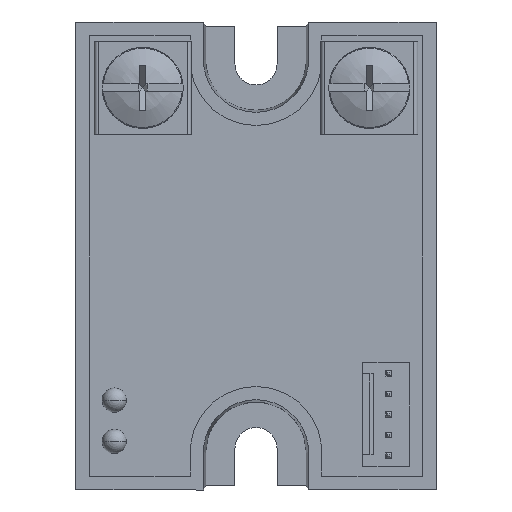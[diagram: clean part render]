
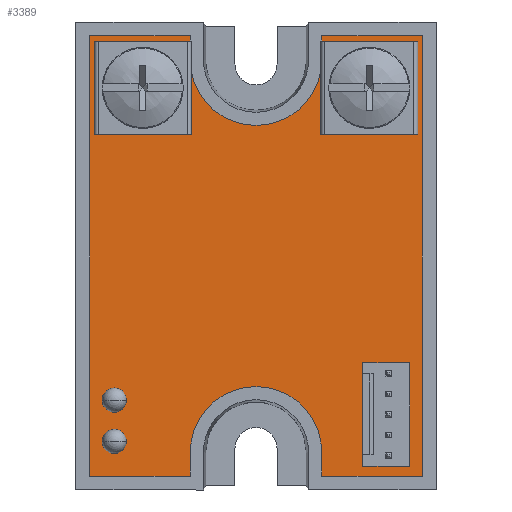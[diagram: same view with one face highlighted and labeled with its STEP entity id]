
A CAD part, top view. The second image highlights one B-rep face of the part: STEP entity #3389.
In plain terms, the highlighted planar face has unit normal (0, 0, 1).
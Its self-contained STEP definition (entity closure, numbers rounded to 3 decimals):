
#83=CARTESIAN_POINT('',(-16.,-17.8,20.05));
#84=VERTEX_POINT('',#83);
#92=CARTESIAN_POINT('',(-19.,-17.8,20.05));
#93=VERTEX_POINT('',#92);
#101=CARTESIAN_POINT('',(-17.5,-17.8,20.05));
#102=DIRECTION('',(0.0,0.0,-1.0));
#103=DIRECTION('',(0.0,1.0,0.0));
#104=AXIS2_PLACEMENT_3D('',#101,#102,#103);
#105=CIRCLE('',#104,1.5);
#106=EDGE_CURVE('',#84,#93,#105,.T.);
#118=CARTESIAN_POINT('',(-16.,-22.9,20.05));
#119=VERTEX_POINT('',#118);
#127=CARTESIAN_POINT('',(-19.,-22.9,20.05));
#128=VERTEX_POINT('',#127);
#136=CARTESIAN_POINT('',(-17.5,-22.9,20.05));
#137=DIRECTION('',(0.0,0.0,-1.0));
#138=DIRECTION('',(0.0,1.0,0.0));
#139=AXIS2_PLACEMENT_3D('',#136,#137,#138);
#140=CIRCLE('',#139,1.5);
#141=EDGE_CURVE('',#119,#128,#140,.T.);
#522=CARTESIAN_POINT('',(-17.5,-21.4,20.05));
#523=VERTEX_POINT('',#522);
#524=CARTESIAN_POINT('',(-17.5,-22.9,20.05));
#525=DIRECTION('',(0.0,0.0,-1.0));
#526=DIRECTION('',(0.0,1.0,0.0));
#527=AXIS2_PLACEMENT_3D('',#524,#525,#526);
#528=CIRCLE('',#527,1.5);
#529=EDGE_CURVE('',#523,#119,#528,.T.);
#531=CARTESIAN_POINT('',(-17.5,-22.9,20.05));
#532=DIRECTION('',(0.0,0.0,-1.0));
#533=DIRECTION('',(0.0,1.0,0.0));
#534=AXIS2_PLACEMENT_3D('',#531,#532,#533);
#535=CIRCLE('',#534,1.5);
#536=EDGE_CURVE('',#128,#523,#535,.T.);
#548=CARTESIAN_POINT('',(-17.5,-16.3,20.05));
#549=VERTEX_POINT('',#548);
#550=CARTESIAN_POINT('',(-17.5,-17.8,20.05));
#551=DIRECTION('',(0.0,0.0,-1.0));
#552=DIRECTION('',(0.0,1.0,0.0));
#553=AXIS2_PLACEMENT_3D('',#550,#551,#552);
#554=CIRCLE('',#553,1.5);
#555=EDGE_CURVE('',#549,#84,#554,.T.);
#557=CARTESIAN_POINT('',(-17.5,-17.8,20.05));
#558=DIRECTION('',(0.0,0.0,-1.0));
#559=DIRECTION('',(0.0,1.0,0.0));
#560=AXIS2_PLACEMENT_3D('',#557,#558,#559);
#561=CIRCLE('',#560,1.5);
#562=EDGE_CURVE('',#93,#549,#561,.T.);
#583=CARTESIAN_POINT('',(-8.121,-24.25,20.05));
#584=VERTEX_POINT('',#583);
#591=CARTESIAN_POINT('',(-8.121,-27.191,20.05));
#592=VERTEX_POINT('',#591);
#593=CARTESIAN_POINT('',(-8.121,-24.25,20.05));
#594=DIRECTION('',(0.0,-1.0,0.0));
#595=VECTOR('',#594,2.941);
#596=LINE('',#593,#595);
#597=EDGE_CURVE('',#584,#592,#596,.T.);
#622=CARTESIAN_POINT('',(-20.556,-27.191,20.05));
#623=VERTEX_POINT('',#622);
#624=CARTESIAN_POINT('',(-8.121,-27.191,20.05));
#625=DIRECTION('',(-1.0,0.0,0.0));
#626=VECTOR('',#625,12.435);
#627=LINE('',#624,#626);
#628=EDGE_CURVE('',#623,#592,#627,.F.);
#972=CARTESIAN_POINT('',(8.121,-24.25,20.05));
#973=VERTEX_POINT('',#972);
#980=CARTESIAN_POINT('',(0.,-24.25,20.05));
#981=DIRECTION('',(0.0,0.0,1.0));
#982=DIRECTION('',(0.0,1.0,0.0));
#983=AXIS2_PLACEMENT_3D('',#980,#981,#982);
#984=CIRCLE('',#983,8.121);
#985=EDGE_CURVE('',#973,#584,#984,.T.);
#1031=CARTESIAN_POINT('',(20.556,-27.191,20.05));
#1032=VERTEX_POINT('',#1031);
#1039=CARTESIAN_POINT('',(8.121,-27.191,20.05));
#1040=VERTEX_POINT('',#1039);
#1041=CARTESIAN_POINT('',(20.556,-27.191,20.05));
#1042=DIRECTION('',(-1.0,0.0,0.0));
#1043=VECTOR('',#1042,12.435);
#1044=LINE('',#1041,#1043);
#1045=EDGE_CURVE('',#1032,#1040,#1044,.T.);
#1068=CARTESIAN_POINT('',(8.121,-27.191,20.05));
#1069=DIRECTION('',(0.0,1.0,0.0));
#1070=VECTOR('',#1069,2.941);
#1071=LINE('',#1068,#1070);
#1072=EDGE_CURVE('',#1040,#973,#1071,.T.);
#1987=CARTESIAN_POINT('',(18.978,-13.21,20.05));
#1988=VERTEX_POINT('',#1987);
#1989=CARTESIAN_POINT('',(18.978,-25.95,20.05));
#1990=VERTEX_POINT('',#1989);
#1991=CARTESIAN_POINT('',(18.978,-13.21,20.05));
#1992=DIRECTION('',(0.0,-1.0,0.0));
#1993=VECTOR('',#1992,12.74);
#1994=LINE('',#1991,#1993);
#1995=EDGE_CURVE('',#1988,#1990,#1994,.T.);
#2027=CARTESIAN_POINT('',(13.178,-13.21,20.05));
#2028=VERTEX_POINT('',#2027);
#2029=CARTESIAN_POINT('',(13.178,-13.21,20.05));
#2030=DIRECTION('',(1.0,0.0,0.0));
#2031=VECTOR('',#2030,5.8);
#2032=LINE('',#2029,#2031);
#2033=EDGE_CURVE('',#2028,#1988,#2032,.T.);
#2263=CARTESIAN_POINT('',(13.178,-25.95,20.05));
#2264=VERTEX_POINT('',#2263);
#2265=CARTESIAN_POINT('',(18.978,-25.95,20.05));
#2266=DIRECTION('',(-1.0,0.0,0.0));
#2267=VECTOR('',#2266,5.8);
#2268=LINE('',#2265,#2267);
#2269=EDGE_CURVE('',#1990,#2264,#2268,.T.);
#2532=CARTESIAN_POINT('',(13.178,-25.95,20.05));
#2533=DIRECTION('',(0.0,1.0,0.0));
#2534=VECTOR('',#2533,12.74);
#2535=LINE('',#2532,#2534);
#2536=EDGE_CURVE('',#2264,#2028,#2535,.T.);
#3294=CARTESIAN_POINT('',(-20.556,27.191,20.05));
#3295=VERTEX_POINT('',#3294);
#3296=CARTESIAN_POINT('',(-20.556,27.191,20.05));
#3297=DIRECTION('',(0.0,-1.0,0.0));
#3298=VECTOR('',#3297,54.383);
#3299=LINE('',#3296,#3298);
#3300=EDGE_CURVE('',#3295,#623,#3299,.T.);
#3313=CARTESIAN_POINT('',(0.388,25.567,20.05));
#3314=DIRECTION('',(0.0,0.0,-1.0));
#3315=DIRECTION('',(1.0,0.0,0.0));
#3316=AXIS2_PLACEMENT_3D('',#3313,#3314,#3315);
#3317=PLANE('',#3316);
#3318=CARTESIAN_POINT('',(20.556,27.191,20.05));
#3319=VERTEX_POINT('',#3318);
#3320=CARTESIAN_POINT('',(20.556,-27.191,20.05));
#3321=DIRECTION('',(0.0,1.0,0.0));
#3322=VECTOR('',#3321,54.383);
#3323=LINE('',#3320,#3322);
#3324=EDGE_CURVE('',#3319,#1032,#3323,.F.);
#3325=ORIENTED_EDGE('',*,*,#3324,.F.);
#3326=CARTESIAN_POINT('',(8.121,27.191,20.05));
#3327=VERTEX_POINT('',#3326);
#3328=CARTESIAN_POINT('',(8.121,27.191,20.05));
#3329=DIRECTION('',(1.0,0.0,0.0));
#3330=VECTOR('',#3329,12.435);
#3331=LINE('',#3328,#3330);
#3332=EDGE_CURVE('',#3319,#3327,#3331,.F.);
#3333=ORIENTED_EDGE('',*,*,#3332,.T.);
#3334=CARTESIAN_POINT('',(8.121,24.25,20.05));
#3335=VERTEX_POINT('',#3334);
#3336=CARTESIAN_POINT('',(8.121,24.25,20.05));
#3337=DIRECTION('',(0.0,1.0,0.0));
#3338=VECTOR('',#3337,2.941);
#3339=LINE('',#3336,#3338);
#3340=EDGE_CURVE('',#3335,#3327,#3339,.T.);
#3341=ORIENTED_EDGE('',*,*,#3340,.F.);
#3342=CARTESIAN_POINT('',(-8.121,24.25,20.05));
#3343=VERTEX_POINT('',#3342);
#3344=CARTESIAN_POINT('',(0.,24.25,20.05));
#3345=DIRECTION('',(0.0,0.0,1.0));
#3346=DIRECTION('',(0.0,-1.0,0.0));
#3347=AXIS2_PLACEMENT_3D('',#3344,#3345,#3346);
#3348=CIRCLE('',#3347,8.121);
#3349=EDGE_CURVE('',#3343,#3335,#3348,.T.);
#3350=ORIENTED_EDGE('',*,*,#3349,.F.);
#3351=CARTESIAN_POINT('',(-8.121,27.191,20.05));
#3352=VERTEX_POINT('',#3351);
#3353=CARTESIAN_POINT('',(-8.121,27.191,20.05));
#3354=DIRECTION('',(0.0,-1.0,0.0));
#3355=VECTOR('',#3354,2.941);
#3356=LINE('',#3353,#3355);
#3357=EDGE_CURVE('',#3352,#3343,#3356,.T.);
#3358=ORIENTED_EDGE('',*,*,#3357,.F.);
#3359=CARTESIAN_POINT('',(-20.556,27.191,20.05));
#3360=DIRECTION('',(1.0,0.0,0.0));
#3361=VECTOR('',#3360,12.435);
#3362=LINE('',#3359,#3361);
#3363=EDGE_CURVE('',#3295,#3352,#3362,.T.);
#3364=ORIENTED_EDGE('',*,*,#3363,.F.);
#3365=ORIENTED_EDGE('',*,*,#3300,.T.);
#3366=ORIENTED_EDGE('',*,*,#628,.T.);
#3367=ORIENTED_EDGE('',*,*,#597,.F.);
#3368=ORIENTED_EDGE('',*,*,#985,.F.);
#3369=ORIENTED_EDGE('',*,*,#1072,.F.);
#3370=ORIENTED_EDGE('',*,*,#1045,.F.);
#3371=EDGE_LOOP('',(#3325,#3333,#3341,#3350,#3358,#3364,#3365,#3366,#3367,#3368,#3369,#3370));
#3372=FACE_OUTER_BOUND('',#3371,.T.);
#3373=ORIENTED_EDGE('',*,*,#529,.T.);
#3374=ORIENTED_EDGE('',*,*,#141,.T.);
#3375=ORIENTED_EDGE('',*,*,#536,.T.);
#3376=EDGE_LOOP('',(#3373,#3374,#3375));
#3377=FACE_BOUND('',#3376,.T.);
#3378=ORIENTED_EDGE('',*,*,#555,.T.);
#3379=ORIENTED_EDGE('',*,*,#106,.T.);
#3380=ORIENTED_EDGE('',*,*,#562,.T.);
#3381=EDGE_LOOP('',(#3378,#3379,#3380));
#3382=FACE_BOUND('',#3381,.T.);
#3383=ORIENTED_EDGE('',*,*,#1995,.T.);
#3384=ORIENTED_EDGE('',*,*,#2269,.T.);
#3385=ORIENTED_EDGE('',*,*,#2536,.T.);
#3386=ORIENTED_EDGE('',*,*,#2033,.T.);
#3387=EDGE_LOOP('',(#3383,#3384,#3385,#3386));
#3388=FACE_BOUND('',#3387,.T.);
#3389=ADVANCED_FACE('',(#3372,#3377,#3382,#3388),#3317,.F.);
